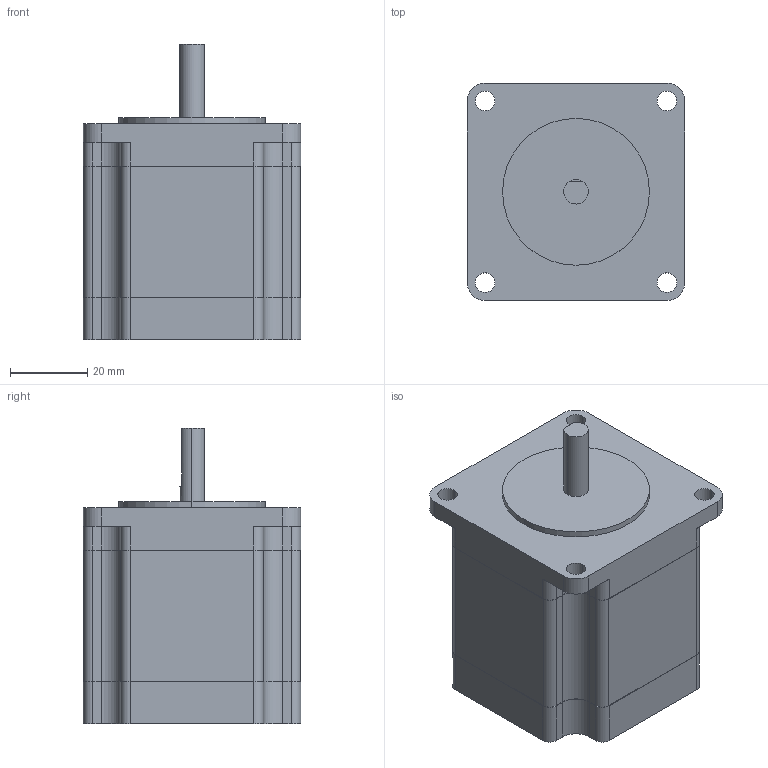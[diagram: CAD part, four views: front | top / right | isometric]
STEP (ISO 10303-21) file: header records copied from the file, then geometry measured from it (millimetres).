
FILE_DESCRIPTION (( 'STEP AP203' ), '1' );
FILE_NAME ('Nema 23 Stepper Motor.step', '2015-07-29T19:36:29', ( '' ), ( '' ), 'SwSTEP 2.0', 'SolidWorks 2014', '' );
FILE_SCHEMA (( 'CONFIG_CONTROL_DESIGN' ));
Length unit declared in the file: millimetre
Products named in the file (1): Nema 23 Stepper Motor
Bounding box: 56.4 x 56.4 x 76.6 mm (x, y, z)
Volume: 160912.1 mm3; surface area: 18774.4 mm2
Topology: 1 solids, 1 shells, 100 faces, 282 edges, 188 vertices
Faces by surface type: cylinder 52, plane 48
Entity records: 3365 total; most frequent: DIRECTION 590, CARTESIAN_POINT 571, ORIENTED_EDGE 564, EDGE_CURVE 282, AXIS2_PLACEMENT_3D 207, VERTEX_POINT 188, VECTOR 176, LINE 176
